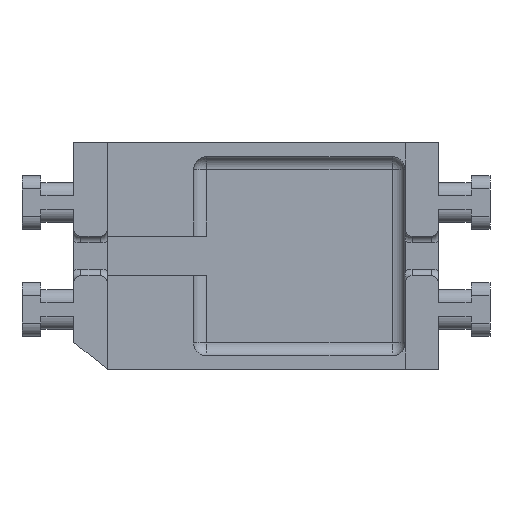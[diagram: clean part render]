
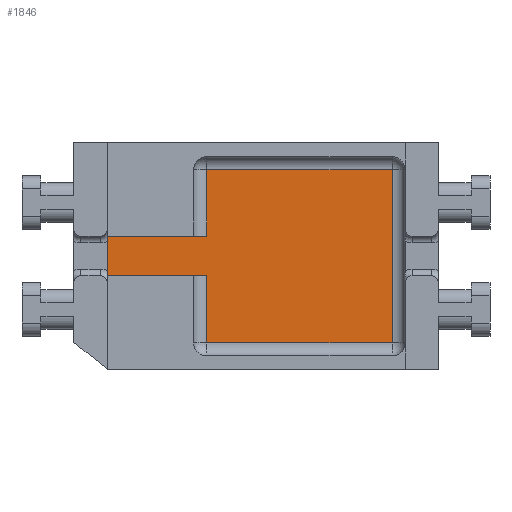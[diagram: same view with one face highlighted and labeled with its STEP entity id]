
A CAD part, front view. The second image highlights one B-rep face of the part: STEP entity #1846.
In plain terms, the highlighted planar face has unit normal (0, -1, 0).
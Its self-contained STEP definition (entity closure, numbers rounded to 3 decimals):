
#44 = ORIENTED_EDGE ( 'NONE', *, *, #3929, .T. ) ;
#47 = ORIENTED_EDGE ( 'NONE', *, *, #1932, .T. ) ;
#91 = CARTESIAN_POINT ( 'NONE',  ( 0.5, -0.31, -7.07 ) ) ;
#367 = VECTOR ( 'NONE', #3377, 1000. ) ;
#506 = VERTEX_POINT ( 'NONE', #740 ) ;
#552 = CARTESIAN_POINT ( 'NONE',  ( 1.78, -0.31, -1.63 ) ) ;
#630 = VECTOR ( 'NONE', #1967, 1000. ) ;
#740 = CARTESIAN_POINT ( 'NONE',  ( 3.81, -0.31, -7.07 ) ) ;
#795 = VECTOR ( 'NONE', #1663, 1000. ) ;
#883 = FACE_OUTER_BOUND ( 'NONE', #1533, .T. ) ;
#908 = ORIENTED_EDGE ( 'NONE', *, *, #4073, .T. ) ;
#929 = EDGE_CURVE ( 'NONE', #2301, #2674, #2895, .T. ) ;
#1023 = VERTEX_POINT ( 'NONE', #91 ) ;
#1035 = DIRECTION ( 'NONE',  ( 1., 0., 0. ) ) ;
#1049 = CARTESIAN_POINT ( 'NONE',  ( 0., -0.31, -7.07 ) ) ;
#1098 = VECTOR ( 'NONE', #3795, 1000. ) ;
#1226 = VERTEX_POINT ( 'NONE', #2051 ) ;
#1245 = CARTESIAN_POINT ( 'NONE',  ( 1.78, -0.31, 0. ) ) ;
#1438 = LINE ( 'NONE', #3235, #367 ) ;
#1510 = DIRECTION ( 'NONE',  ( 0., 0., -1. ) ) ;
#1533 = EDGE_LOOP ( 'NONE', ( #3454, #1768, #3146, #1719, #44, #908, #2307, #47 ) ) ;
#1561 = CARTESIAN_POINT ( 'NONE',  ( 0.25, -0.31, -3.53 ) ) ;
#1571 = DIRECTION ( 'NONE',  ( 0., 0., -1. ) ) ;
#1582 = CARTESIAN_POINT ( 'NONE',  ( 2.54, -0.31, 0. ) ) ;
#1657 = LINE ( 'NONE', #1245, #2494 ) ;
#1662 = LINE ( 'NONE', #1582, #795 ) ;
#1663 = DIRECTION ( 'NONE',  ( 0., 0., -1. ) ) ;
#1719 = ORIENTED_EDGE ( 'NONE', *, *, #3552, .T. ) ;
#1768 = ORIENTED_EDGE ( 'NONE', *, *, #3054, .F. ) ;
#1771 = VERTEX_POINT ( 'NONE', #3772 ) ;
#1802 = VERTEX_POINT ( 'NONE', #4061 ) ;
#1846 = ADVANCED_FACE ( 'NONE', ( #883 ), #3931, .T. ) ;
#1932 = EDGE_CURVE ( 'NONE', #506, #2301, #4053, .T. ) ;
#1935 = LINE ( 'NONE', #1561, #1098 ) ;
#1967 = DIRECTION ( 'NONE',  ( 0., 0., 1. ) ) ;
#2051 = CARTESIAN_POINT ( 'NONE',  ( 0.5, -0.31, -3.53 ) ) ;
#2176 = CARTESIAN_POINT ( 'NONE',  ( 3.81, -0.31, 0. ) ) ;
#2208 = EDGE_CURVE ( 'NONE', #1802, #2339, #1438, .T. ) ;
#2225 = AXIS2_PLACEMENT_3D ( 'NONE', #3149, #3474, #1510 ) ;
#2235 = LINE ( 'NONE', #2915, #3097 ) ;
#2301 = VERTEX_POINT ( 'NONE', #3760 ) ;
#2307 = ORIENTED_EDGE ( 'NONE', *, *, #2698, .T. ) ;
#2339 = VERTEX_POINT ( 'NONE', #552 ) ;
#2494 = VECTOR ( 'NONE', #1571, 1000. ) ;
#2674 = VERTEX_POINT ( 'NONE', #3935 ) ;
#2698 = EDGE_CURVE ( 'NONE', #1023, #506, #3052, .T. ) ;
#2848 = DIRECTION ( 'NONE',  ( -1., 0., 0. ) ) ;
#2895 = LINE ( 'NONE', #3584, #3525 ) ;
#2915 = CARTESIAN_POINT ( 'NONE',  ( 0.5, -0.31, -7.32 ) ) ;
#3052 = LINE ( 'NONE', #1049, #3908 ) ;
#3054 = EDGE_CURVE ( 'NONE', #1802, #2674, #1662, .T. ) ;
#3097 = VECTOR ( 'NONE', #3214, 1000. ) ;
#3146 = ORIENTED_EDGE ( 'NONE', *, *, #2208, .T. ) ;
#3149 = CARTESIAN_POINT ( 'NONE',  ( 0., -0.31, 0. ) ) ;
#3214 = DIRECTION ( 'NONE',  ( 0., 0., -1. ) ) ;
#3235 = CARTESIAN_POINT ( 'NONE',  ( 0., -0.31, -1.63 ) ) ;
#3377 = DIRECTION ( 'NONE',  ( -1., 0., 0. ) ) ;
#3454 = ORIENTED_EDGE ( 'NONE', *, *, #929, .T. ) ;
#3474 = DIRECTION ( 'NONE',  ( 0., -1., 0. ) ) ;
#3525 = VECTOR ( 'NONE', #2848, 1000. ) ;
#3552 = EDGE_CURVE ( 'NONE', #2339, #1771, #1657, .T. ) ;
#3584 = CARTESIAN_POINT ( 'NONE',  ( 2.54, -0.31, -3.53 ) ) ;
#3760 = CARTESIAN_POINT ( 'NONE',  ( 3.81, -0.31, -3.53 ) ) ;
#3772 = CARTESIAN_POINT ( 'NONE',  ( 1.78, -0.31, -3.53 ) ) ;
#3795 = DIRECTION ( 'NONE',  ( -1., 0., 0. ) ) ;
#3908 = VECTOR ( 'NONE', #1035, 1000. ) ;
#3929 = EDGE_CURVE ( 'NONE', #1771, #1226, #1935, .T. ) ;
#3931 = PLANE ( 'NONE',  #2225 ) ;
#3935 = CARTESIAN_POINT ( 'NONE',  ( 2.54, -0.31, -3.53 ) ) ;
#4053 = LINE ( 'NONE', #2176, #630 ) ;
#4061 = CARTESIAN_POINT ( 'NONE',  ( 2.54, -0.31, -1.63 ) ) ;
#4073 = EDGE_CURVE ( 'NONE', #1226, #1023, #2235, .T. ) ;
